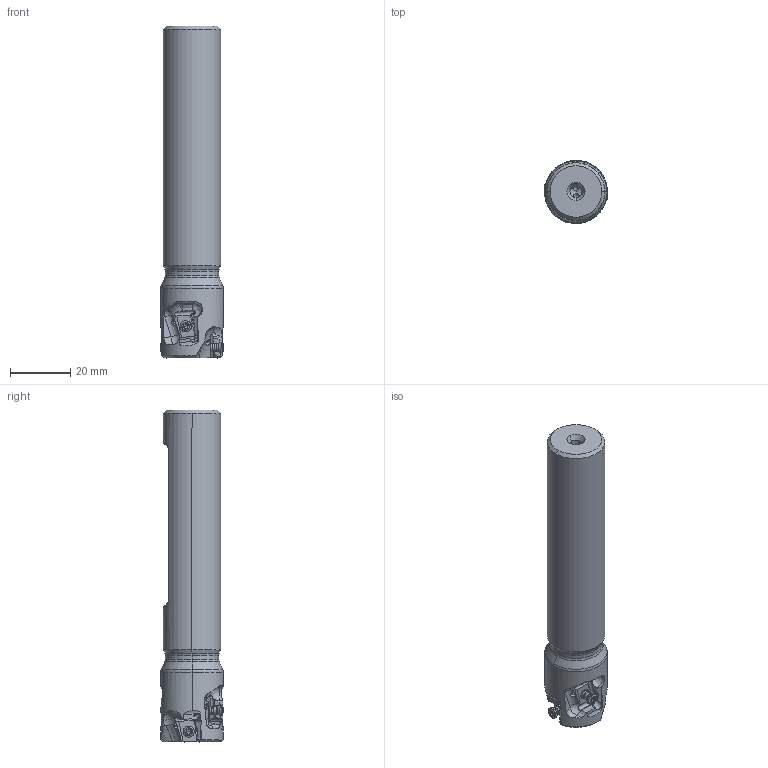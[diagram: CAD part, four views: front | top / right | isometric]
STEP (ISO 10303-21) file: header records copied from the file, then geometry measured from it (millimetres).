
FILE_DESCRIPTION(/* description */ (''),/* implementation_level */ '2;1');
FILE_NAME(/* name */ 'VPX200UR142FA12S0504.stp',/* time_stamp */ '2021-06-22T11:12:58+09:00',/* author */ (''),/* organization */ (''),/* preprocessor_version */ 'ST-DEVELOPER v16',/* originating_system */ 'SIEMENS PLM Software NX 10.0',/* authorisation */ '');
FILE_SCHEMA (('AUTOMOTIVE_DESIGN { 1 0 10303 214 3 1 1 1 }'));
Length unit declared in the file: millimetre
Products named in the file (1): VPX200UR142FA12S0504_ASM
Bounding box: 20.82 x 20.82 x 109.92 mm (x, y, z)
Volume: 28620.5 mm3; surface area: 9465.3 mm2
Topology: 5 solids, 5 shells, 446 faces, 1234 edges, 791 vertices
Faces by surface type: cylinder 194, plane 108, cone 70, sphere 28, torus 28, bspline 14, extrusion 4
Entity records: 18794 total; most frequent: CARTESIAN_POINT 7657, ORIENTED_EDGE 2404, DIRECTION 2214, EDGE_CURVE 1202, AXIS2_PLACEMENT_3D 914, VERTEX_POINT 784, EDGE_LOOP 472, ADVANCED_FACE 446
